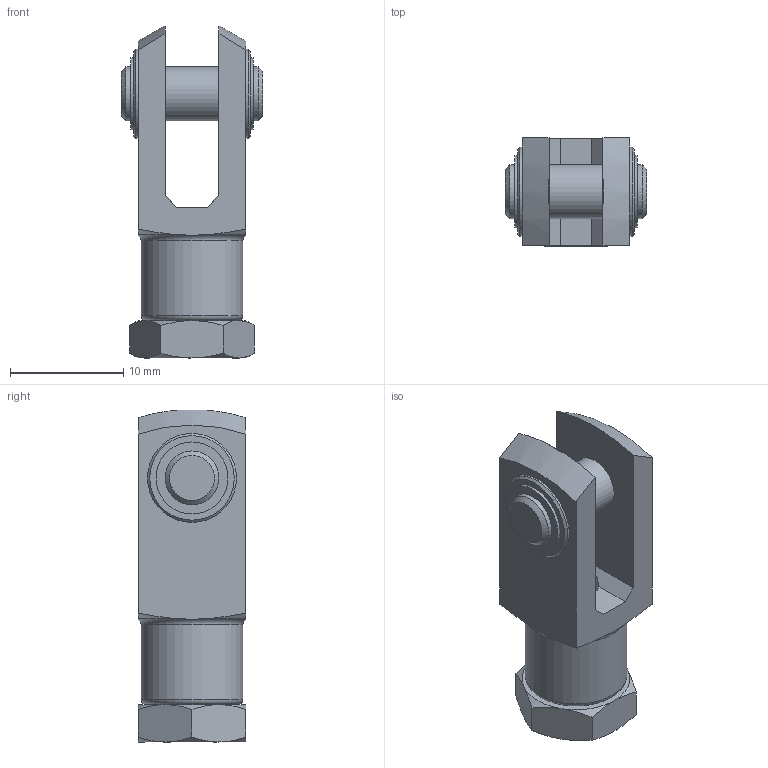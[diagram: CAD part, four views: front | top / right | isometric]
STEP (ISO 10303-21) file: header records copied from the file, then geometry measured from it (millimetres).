
FILE_DESCRIPTION(/* description */ ('STEP AP214'),/* implementation_level */ '2;1');
FILE_NAME(/* name */ '546552_SG-UNF10-32-B',/* time_stamp */ '2024-09-15T04:23:09+02:00',/* author */ ('License CC BY-ND 4.0'),/* organization */ ('CADENAS'),/* preprocessor_version */ 'ST-DEVELOPER v19.3',/* originating_system */ 'PARTsolutions',/* authorisation */ ' ');
FILE_SCHEMA (('AUTOMOTIVE_DESIGN {1 0 10303 214 3 1 1}'));
Length unit declared in the file: millimetre
Products named in the file (3): 546552 SG-UNF10-32-B; 546552 SG-UNF10-32-B---(GK); 360650 10-32UNF-2B
Assembly tree (2 placements, depth 2):
  546552 SG-UNF10-32-B
    546552 SG-UNF10-32-B---(GK)
    360650 10-32UNF-2B
Bounding box: 12.47 x 9.53 x 29.32 mm (x, y, z)
Volume: 1649.9 mm3; surface area: 1629.7 mm2
Topology: 2 solids, 2 shells, 64 faces, 157 edges, 102 vertices
Faces by surface type: plane 27, cone 25, cylinder 10, torus 2
Full cylindrical faces by diameter (mm): 3.967 x2, 4.763 x3, 6.351 x2, 7.859 x2, 9 x1
Entity records: 1902 total; most frequent: CARTESIAN_POINT 431, DIRECTION 280, ORIENTED_EDGE 270, EDGE_CURVE 135, AXIS2_PLACEMENT_3D 120, VERTEX_POINT 99, EDGE_LOOP 94, FACE_BOUND 94
